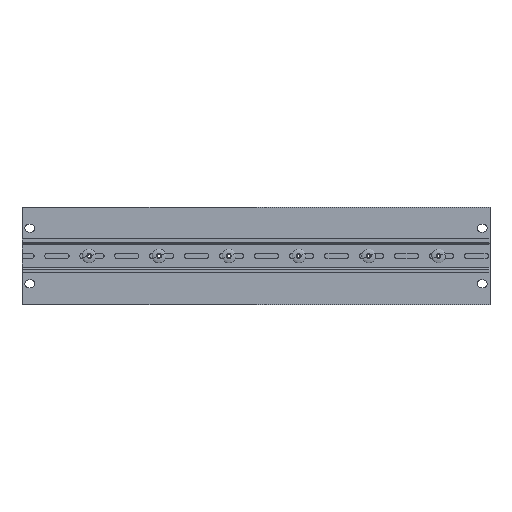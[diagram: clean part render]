
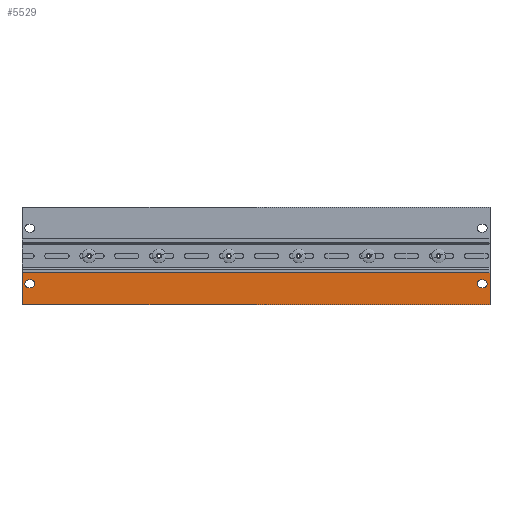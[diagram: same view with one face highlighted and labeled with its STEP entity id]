
A CAD part, top view. The second image highlights one B-rep face of the part: STEP entity #5529.
In plain terms, the highlighted planar face has unit normal (0, 0, 1).
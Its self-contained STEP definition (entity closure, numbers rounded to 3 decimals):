
#5448=AXIS2_PLACEMENT_3D('Plane Axis2P3D',#5445,#5446,#5447) ;
#5463=AXIS2_PLACEMENT_3D('Circle Axis2P3D',#5461,#5462,$) ;
#5479=AXIS2_PLACEMENT_3D('Circle Axis2P3D',#5477,#5478,$) ;
#5497=AXIS2_PLACEMENT_3D('Circle Axis2P3D',#5495,#5496,$) ;
#5513=AXIS2_PLACEMENT_3D('Circle Axis2P3D',#5511,#5512,$) ;
#2174=CARTESIAN_POINT('Vertex',(482.,38.3,5.)) ;
#2177=CARTESIAN_POINT('Line Origine',(482.,19.15,5.)) ;
#2181=CARTESIAN_POINT('Vertex',(482.,0.,5.)) ;
#2441=CARTESIAN_POINT('Vertex',(0.,0.,5.)) ;
#2444=CARTESIAN_POINT('Line Origine',(0.,19.15,5.)) ;
#2448=CARTESIAN_POINT('Vertex',(0.,38.3,5.)) ;
#5432=CARTESIAN_POINT('Line Origine',(2000.,38.3,5.)) ;
#5445=CARTESIAN_POINT('Axis2P3D Location',(241.,50.,5.)) ;
#5450=CARTESIAN_POINT('Line Origine',(241.,0.,5.)) ;
#5461=CARTESIAN_POINT('Axis2P3D Location',(475.,21.4,5.)) ;
#5465=CARTESIAN_POINT('Vertex',(475.,17.4,5.)) ;
#5467=CARTESIAN_POINT('Vertex',(475.,25.4,5.)) ;
#5470=CARTESIAN_POINT('Line Origine',(474.,17.4,5.)) ;
#5474=CARTESIAN_POINT('Vertex',(473.,17.4,5.)) ;
#5477=CARTESIAN_POINT('Axis2P3D Location',(473.,21.4,5.)) ;
#5481=CARTESIAN_POINT('Vertex',(473.,25.4,5.)) ;
#5484=CARTESIAN_POINT('Line Origine',(474.,25.4,5.)) ;
#5495=CARTESIAN_POINT('Axis2P3D Location',(9.,21.4,5.)) ;
#5499=CARTESIAN_POINT('Vertex',(9.,17.4,5.)) ;
#5501=CARTESIAN_POINT('Vertex',(9.,25.4,5.)) ;
#5504=CARTESIAN_POINT('Line Origine',(8.,17.4,5.)) ;
#5508=CARTESIAN_POINT('Vertex',(7.,17.4,5.)) ;
#5511=CARTESIAN_POINT('Axis2P3D Location',(7.,21.4,5.)) ;
#5515=CARTESIAN_POINT('Vertex',(7.,25.4,5.)) ;
#5518=CARTESIAN_POINT('Line Origine',(8.,25.4,5.)) ;
#2178=DIRECTION('Vector Direction',(0.,1.,0.)) ;
#2445=DIRECTION('Vector Direction',(0.,-1.,0.)) ;
#5433=DIRECTION('Vector Direction',(-1.,0.,0.)) ;
#5446=DIRECTION('Axis2P3D Direction',(-0.,0.,1.)) ;
#5447=DIRECTION('Axis2P3D XDirection',(0.,-1.,0.)) ;
#5451=DIRECTION('Vector Direction',(1.,0.,0.)) ;
#5462=DIRECTION('Axis2P3D Direction',(-0.,0.,1.)) ;
#5471=DIRECTION('Vector Direction',(1.,0.,0.)) ;
#5478=DIRECTION('Axis2P3D Direction',(-0.,0.,1.)) ;
#5485=DIRECTION('Vector Direction',(-1.,0.,0.)) ;
#5496=DIRECTION('Axis2P3D Direction',(-0.,0.,1.)) ;
#5505=DIRECTION('Vector Direction',(1.,0.,0.)) ;
#5512=DIRECTION('Axis2P3D Direction',(-0.,0.,1.)) ;
#5519=DIRECTION('Vector Direction',(-1.,0.,0.)) ;
#2179=VECTOR('Line Direction',#2178,1.) ;
#2446=VECTOR('Line Direction',#2445,1.) ;
#5434=VECTOR('Line Direction',#5433,1.) ;
#5452=VECTOR('Line Direction',#5451,1.) ;
#5472=VECTOR('Line Direction',#5471,1.) ;
#5486=VECTOR('Line Direction',#5485,1.) ;
#5506=VECTOR('Line Direction',#5505,1.) ;
#5520=VECTOR('Line Direction',#5519,1.) ;
#5456=ORIENTED_EDGE('',*,*,#2183,.T.) ;
#5457=ORIENTED_EDGE('',*,*,#5436,.T.) ;
#5458=ORIENTED_EDGE('',*,*,#2450,.T.) ;
#5459=ORIENTED_EDGE('',*,*,#5454,.T.) ;
#5490=ORIENTED_EDGE('',*,*,#5469,.F.) ;
#5491=ORIENTED_EDGE('',*,*,#5476,.F.) ;
#5492=ORIENTED_EDGE('',*,*,#5483,.F.) ;
#5493=ORIENTED_EDGE('',*,*,#5488,.F.) ;
#5524=ORIENTED_EDGE('',*,*,#5503,.F.) ;
#5525=ORIENTED_EDGE('',*,*,#5510,.F.) ;
#5526=ORIENTED_EDGE('',*,*,#5517,.F.) ;
#5527=ORIENTED_EDGE('',*,*,#5522,.F.) ;
#5494=FACE_BOUND('',#5489,.T.) ;
#5528=FACE_BOUND('',#5523,.T.) ;
#5529=ADVANCED_FACE('Combine1',(#5460,#5494,#5528),#5449,.T.) ;
#5464=CIRCLE('generated circle',#5463,4.) ;
#5480=CIRCLE('generated circle',#5479,4.) ;
#5498=CIRCLE('generated circle',#5497,4.) ;
#5514=CIRCLE('generated circle',#5513,4.) ;
#2183=EDGE_CURVE('',#2182,#2175,#2180,.T.) ;
#2450=EDGE_CURVE('',#2449,#2442,#2447,.T.) ;
#5436=EDGE_CURVE('',#2175,#2449,#5435,.T.) ;
#5454=EDGE_CURVE('',#2442,#2182,#5453,.T.) ;
#5469=EDGE_CURVE('',#5466,#5468,#5464,.T.) ;
#5476=EDGE_CURVE('',#5475,#5466,#5473,.T.) ;
#5483=EDGE_CURVE('',#5482,#5475,#5480,.T.) ;
#5488=EDGE_CURVE('',#5468,#5482,#5487,.T.) ;
#5503=EDGE_CURVE('',#5500,#5502,#5498,.T.) ;
#5510=EDGE_CURVE('',#5509,#5500,#5507,.T.) ;
#5517=EDGE_CURVE('',#5516,#5509,#5514,.T.) ;
#5522=EDGE_CURVE('',#5502,#5516,#5521,.T.) ;
#5455=EDGE_LOOP('',(#5456,#5457,#5458,#5459)) ;
#5489=EDGE_LOOP('',(#5490,#5491,#5492,#5493)) ;
#5523=EDGE_LOOP('',(#5524,#5525,#5526,#5527)) ;
#5460=FACE_OUTER_BOUND('',#5455,.T.) ;
#2180=LINE('Line',#2177,#2179) ;
#2447=LINE('Line',#2444,#2446) ;
#5435=LINE('Line',#5432,#5434) ;
#5453=LINE('Line',#5450,#5452) ;
#5473=LINE('Line',#5470,#5472) ;
#5487=LINE('Line',#5484,#5486) ;
#5507=LINE('Line',#5504,#5506) ;
#5521=LINE('Line',#5518,#5520) ;
#5449=PLANE('',#5448) ;
#2175=VERTEX_POINT('',#2174) ;
#2182=VERTEX_POINT('',#2181) ;
#2442=VERTEX_POINT('',#2441) ;
#2449=VERTEX_POINT('',#2448) ;
#5466=VERTEX_POINT('',#5465) ;
#5468=VERTEX_POINT('',#5467) ;
#5475=VERTEX_POINT('',#5474) ;
#5482=VERTEX_POINT('',#5481) ;
#5500=VERTEX_POINT('',#5499) ;
#5502=VERTEX_POINT('',#5501) ;
#5509=VERTEX_POINT('',#5508) ;
#5516=VERTEX_POINT('',#5515) ;
